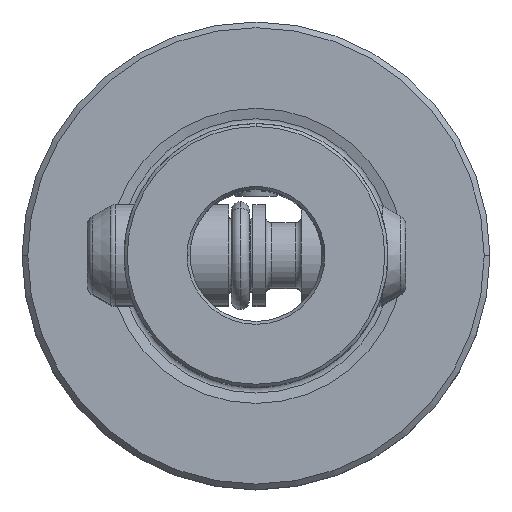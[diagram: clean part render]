
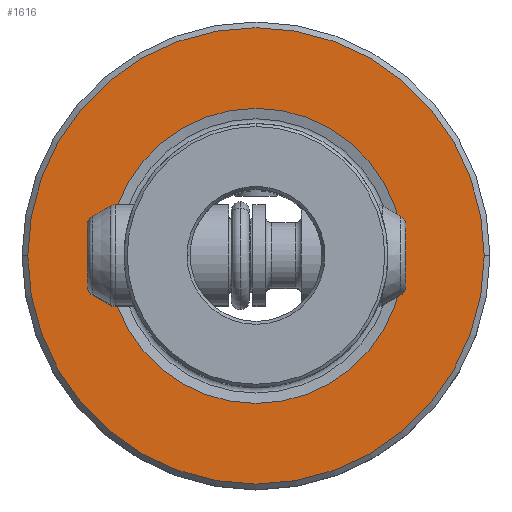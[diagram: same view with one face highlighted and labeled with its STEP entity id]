
A CAD part, top view. The second image highlights one B-rep face of the part: STEP entity #1616.
In plain terms, the highlighted planar face has unit normal (0, 0, 1).
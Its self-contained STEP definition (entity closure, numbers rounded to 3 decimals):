
#726=VERTEX_POINT('NONE',#2081);
#958=VERTEX_POINT('NONE',#2341);
#986=EDGE_CURVE('NONE',#1540,#726,#2371,.T.);
#1070=VERTEX_POINT('NONE',#2465);
#1118=EDGE_CURVE('NONE',#958,#1070,#2516,.T.);
#1540=VERTEX_POINT('NONE',#2989);
#1616=ADVANCED_FACE('NONE',(#3074,#3075),#3076,.F.);
#1732=EDGE_CURVE('NONE',#1070,#958,#3203,.T.);
#1856=EDGE_CURVE('NONE',#726,#1540,#3344,.T.);
#2081=CARTESIAN_POINT('',(12.299,0.0,0.0));
#2341=CARTESIAN_POINT('',(19.025,0.,0.0));
#2371=CIRCLE('',#4105,12.299);
#2465=CARTESIAN_POINT('',(-19.025,0.0,0.0));
#2516=CIRCLE('',#4350,19.025);
#2989=CARTESIAN_POINT('',(-12.299,0.,0.0));
#3074=FACE_OUTER_BOUND('',#5332,.T.);
#3075=FACE_BOUND('',#5333,.T.);
#3076=PLANE('',#5334);
#3203=CIRCLE('',#5517,19.025);
#3344=CIRCLE('',#5733,12.299);
#4105=AXIS2_PLACEMENT_3D('',#6483,#6484,#6485);
#4350=AXIS2_PLACEMENT_3D('',#6671,#6672,#6673);
#5332=EDGE_LOOP('',(#7367,#7368));
#5333=EDGE_LOOP('',(#7369,#7370));
#5334=AXIS2_PLACEMENT_3D('',#7371,#7372,#7373);
#5517=AXIS2_PLACEMENT_3D('',#7519,#7520,#7521);
#5733=AXIS2_PLACEMENT_3D('',#7714,#7715,#7716);
#6483=CARTESIAN_POINT('',(0.0,0.0,0.0));
#6484=DIRECTION('',(0.0,0.0,-1.0));
#6485=DIRECTION('',(-1.0,0.0,0.0));
#6671=CARTESIAN_POINT('',(0.0,0.0,0.0));
#6672=DIRECTION('',(0.0,0.0,1.0));
#6673=DIRECTION('',(-1.0,0.0,0.0));
#7367=ORIENTED_EDGE('',*,*,#1732,.T.);
#7368=ORIENTED_EDGE('',*,*,#1118,.T.);
#7369=ORIENTED_EDGE('',*,*,#1856,.T.);
#7370=ORIENTED_EDGE('',*,*,#986,.T.);
#7371=CARTESIAN_POINT('',(0.0,11.0,0.0));
#7372=DIRECTION('',(0.0,0.0,-1.0));
#7373=DIRECTION('',(0.0,1.0,0.0));
#7519=CARTESIAN_POINT('',(0.0,0.0,0.0));
#7520=DIRECTION('',(0.0,0.0,1.0));
#7521=DIRECTION('',(-1.0,0.0,0.0));
#7714=CARTESIAN_POINT('',(0.0,0.0,0.0));
#7715=DIRECTION('',(0.0,0.0,-1.0));
#7716=DIRECTION('',(-1.0,0.0,0.0));
